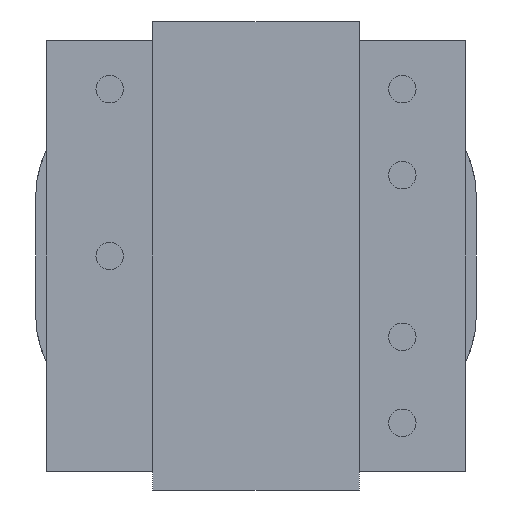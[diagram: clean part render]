
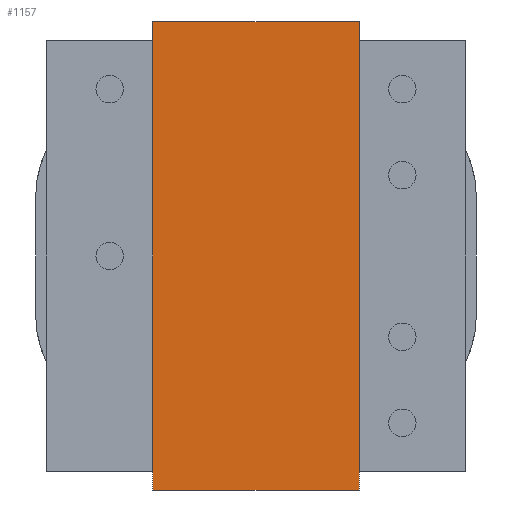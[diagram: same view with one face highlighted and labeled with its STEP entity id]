
A CAD part, front view. The second image highlights one B-rep face of the part: STEP entity #1157.
In plain terms, the highlighted planar face has unit normal (0, -1, 0).
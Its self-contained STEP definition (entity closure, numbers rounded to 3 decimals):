
#318=DIRECTION('',(1.,0.,0.));
#319=VECTOR('',#318,6.);
#320=CARTESIAN_POINT('',(-3.,0.,-6.8));
#321=LINE('',#320,#319);
#326=DIRECTION('',(0.,0.,1.));
#327=VECTOR('',#326,13.6);
#328=CARTESIAN_POINT('',(3.,0.,-6.8));
#329=LINE('',#328,#327);
#358=DIRECTION('',(-1.,0.,0.));
#359=VECTOR('',#358,6.);
#360=CARTESIAN_POINT('',(3.,0.,6.8));
#361=LINE('',#360,#359);
#366=DIRECTION('',(0.,0.,-1.));
#367=VECTOR('',#366,13.6);
#368=CARTESIAN_POINT('',(-3.,0.,6.8));
#369=LINE('',#368,#367);
#950=CARTESIAN_POINT('',(-3.,0.,-6.8));
#951=CARTESIAN_POINT('',(3.,0.,-6.8));
#952=VERTEX_POINT('',#950);
#953=VERTEX_POINT('',#951);
#954=CARTESIAN_POINT('',(-3.,0.,6.8));
#955=VERTEX_POINT('',#954);
#956=CARTESIAN_POINT('',(3.,0.,6.8));
#957=VERTEX_POINT('',#956);
#1142=CARTESIAN_POINT('',(0.,0.,0.));
#1143=DIRECTION('',(0.,1.,0.));
#1144=DIRECTION('',(1.,0.,0.));
#1145=AXIS2_PLACEMENT_3D('',#1142,#1143,#1144);
#1146=PLANE('',#1145);
#1148=ORIENTED_EDGE('',*,*,#1147,.F.);
#1150=ORIENTED_EDGE('',*,*,#1149,.F.);
#1152=ORIENTED_EDGE('',*,*,#1151,.F.);
#1154=ORIENTED_EDGE('',*,*,#1153,.F.);
#1155=EDGE_LOOP('',(#1148,#1150,#1152,#1154));
#1156=FACE_OUTER_BOUND('',#1155,.F.);
#1157=ADVANCED_FACE('',(#1156),#1146,.F.);
#1147=EDGE_CURVE('',#952,#953,#321,.T.);
#1149=EDGE_CURVE('',#955,#952,#369,.T.);
#1151=EDGE_CURVE('',#957,#955,#361,.T.);
#1153=EDGE_CURVE('',#953,#957,#329,.T.);
